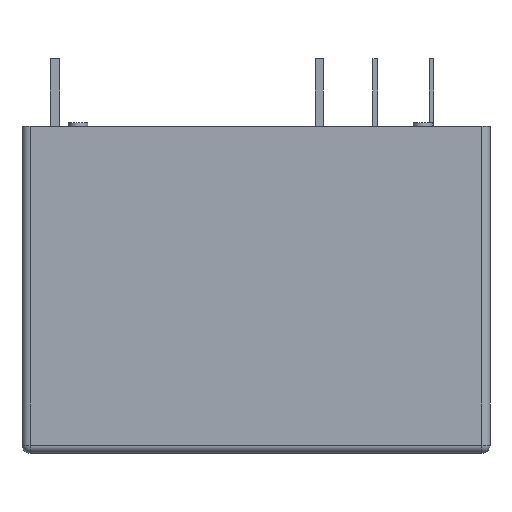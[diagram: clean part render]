
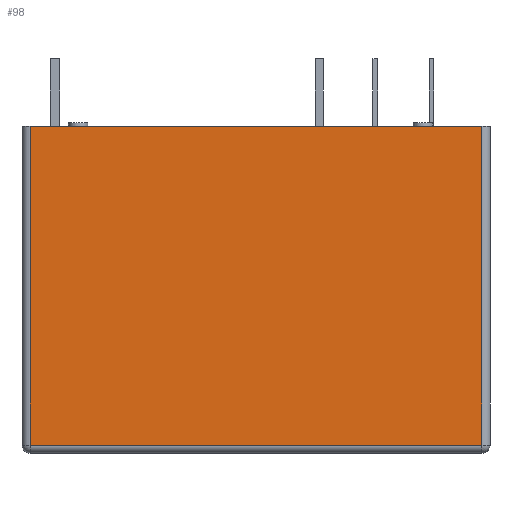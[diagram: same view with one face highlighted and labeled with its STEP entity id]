
A CAD part, front view. The second image highlights one B-rep face of the part: STEP entity #98.
In plain terms, the highlighted planar face has unit normal (0, -1, 0).
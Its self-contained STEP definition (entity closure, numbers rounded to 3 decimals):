
#98=ADVANCED_FACE('',(#217),#218,.F.);
#217=FACE_OUTER_BOUND('',#340,.T.);
#218=PLANE('',#341);
#340=EDGE_LOOP('',(#740,#741,#742,#743));
#341=AXIS2_PLACEMENT_3D('',#744,#745,#746);
#740=ORIENTED_EDGE('',*,*,#784,.F.);
#741=ORIENTED_EDGE('',*,*,#894,.T.);
#742=ORIENTED_EDGE('',*,*,#895,.T.);
#743=ORIENTED_EDGE('',*,*,#876,.T.);
#744=CARTESIAN_POINT('',(0.0,-6.4,0.0));
#745=DIRECTION('',(-0.0,1.0,0.0));
#746=DIRECTION('',(1.0,0.0,0.0));
#784=EDGE_CURVE('',#918,#920,#921,.T.);
#876=EDGE_CURVE('',#1073,#920,#1074,.T.);
#894=EDGE_CURVE('',#918,#1098,#1100,.T.);
#895=EDGE_CURVE('',#1098,#1073,#1101,.T.);
#918=VERTEX_POINT('',#1131);
#920=VERTEX_POINT('',#1133);
#921=LINE('',#1134,#1135);
#1073=VERTEX_POINT('',#1365);
#1074=LINE('',#1366,#1367);
#1098=VERTEX_POINT('',#1400);
#1100=LINE('',#1402,#1403);
#1101=LINE('',#1404,#1405);
#1131=CARTESIAN_POINT('',(-14.1,-6.4,0.0));
#1133=CARTESIAN_POINT('',(14.1,-6.4,0.0));
#1134=CARTESIAN_POINT('',(-14.1,-6.4,0.0));
#1135=VECTOR('',#1428,28.2);
#1365=CARTESIAN_POINT('',(14.1,-6.4,-19.9));
#1366=CARTESIAN_POINT('',(14.1,-6.4,-19.9));
#1367=VECTOR('',#1546,19.9);
#1400=CARTESIAN_POINT('',(-14.1,-6.4,-19.9));
#1402=CARTESIAN_POINT('',(-14.1,-6.4,0.0));
#1403=VECTOR('',#1580,19.9);
#1404=CARTESIAN_POINT('',(-14.1,-6.4,-19.9));
#1405=VECTOR('',#1581,28.2);
#1428=DIRECTION('',(1.0,0.0,0.0));
#1546=DIRECTION('',(0.0,0.0,1.0));
#1580=DIRECTION('',(0.0,0.0,-1.0));
#1581=DIRECTION('',(1.0,0.0,0.0));
